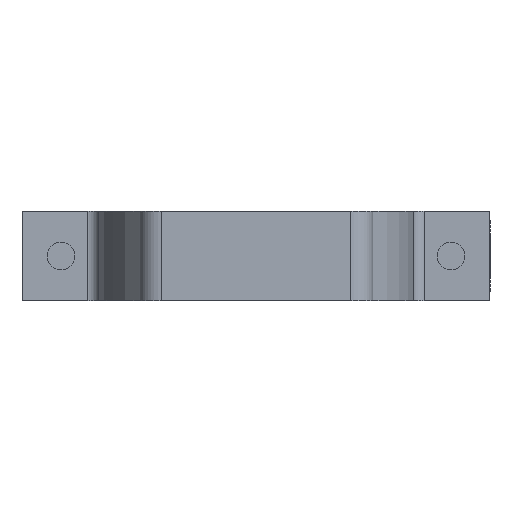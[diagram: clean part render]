
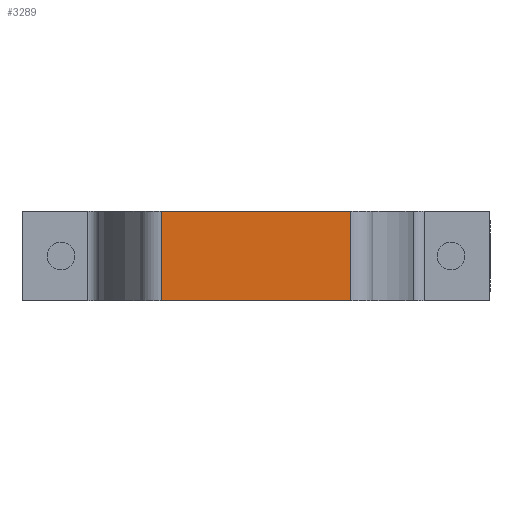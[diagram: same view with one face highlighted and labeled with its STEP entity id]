
A CAD part, front view. The second image highlights one B-rep face of the part: STEP entity #3289.
In plain terms, the highlighted planar face has unit normal (0, -1, 0).
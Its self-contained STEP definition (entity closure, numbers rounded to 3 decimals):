
#65 = CARTESIAN_POINT ( 'NONE',  ( 17., -36.5, 8. ) ) ;
#70 = LINE ( 'NONE', #1610, #2246 ) ;
#208 = EDGE_LOOP ( 'NONE', ( #743, #234, #2430, #2371 ) ) ;
#220 = CARTESIAN_POINT ( 'NONE',  ( 17., -36.5, 8. ) ) ;
#233 = VERTEX_POINT ( 'NONE', #65 ) ;
#234 = ORIENTED_EDGE ( 'NONE', *, *, #2175, .F. ) ;
#502 = EDGE_CURVE ( 'NONE', #2733, #2929, #1710, .T. ) ;
#540 = DIRECTION ( 'NONE',  ( 0., 1., 0. ) ) ;
#743 = ORIENTED_EDGE ( 'NONE', *, *, #502, .T. ) ;
#750 = DIRECTION ( 'NONE',  ( 0., 0., -1. ) ) ;
#1201 = DIRECTION ( 'NONE',  ( 1., 0., 0. ) ) ;
#1337 = VECTOR ( 'NONE', #750, 1000. ) ;
#1486 = AXIS2_PLACEMENT_3D ( 'NONE', #220, #540, #2363 ) ;
#1610 = CARTESIAN_POINT ( 'NONE',  ( 17., -36.5, 8. ) ) ;
#1708 = CARTESIAN_POINT ( 'NONE',  ( 17., -36.5, 8. ) ) ;
#1710 = LINE ( 'NONE', #3412, #3069 ) ;
#1796 = DIRECTION ( 'NONE',  ( 0., 0., -1. ) ) ;
#1859 = PLANE ( 'NONE',  #1486 ) ;
#1891 = DIRECTION ( 'NONE',  ( 1., 0., 0. ) ) ;
#1981 = CARTESIAN_POINT ( 'NONE',  ( 17., -36.5, -8. ) ) ;
#2045 = VECTOR ( 'NONE', #1796, 1000. ) ;
#2068 = CARTESIAN_POINT ( 'NONE',  ( -17., -36.5, 8. ) ) ;
#2082 = VERTEX_POINT ( 'NONE', #3071 ) ;
#2170 = CARTESIAN_POINT ( 'NONE',  ( -17., -36.5, -8. ) ) ;
#2175 = EDGE_CURVE ( 'NONE', #233, #2929, #3231, .T. ) ;
#2246 = VECTOR ( 'NONE', #1891, 1000. ) ;
#2363 = DIRECTION ( 'NONE',  ( 0., 0., 1. ) ) ;
#2371 = ORIENTED_EDGE ( 'NONE', *, *, #3185, .T. ) ;
#2430 = ORIENTED_EDGE ( 'NONE', *, *, #2691, .F. ) ;
#2691 = EDGE_CURVE ( 'NONE', #2082, #233, #70, .T. ) ;
#2733 = VERTEX_POINT ( 'NONE', #2170 ) ;
#2929 = VERTEX_POINT ( 'NONE', #1981 ) ;
#3069 = VECTOR ( 'NONE', #1201, 1000. ) ;
#3071 = CARTESIAN_POINT ( 'NONE',  ( -17., -36.5, 8. ) ) ;
#3152 = LINE ( 'NONE', #2068, #1337 ) ;
#3185 = EDGE_CURVE ( 'NONE', #2082, #2733, #3152, .T. ) ;
#3231 = LINE ( 'NONE', #1708, #2045 ) ;
#3289 = ADVANCED_FACE ( 'NONE', ( #3434 ), #1859, .F. ) ;
#3412 = CARTESIAN_POINT ( 'NONE',  ( 17., -36.5, -8. ) ) ;
#3434 = FACE_OUTER_BOUND ( 'NONE', #208, .T. ) ;
